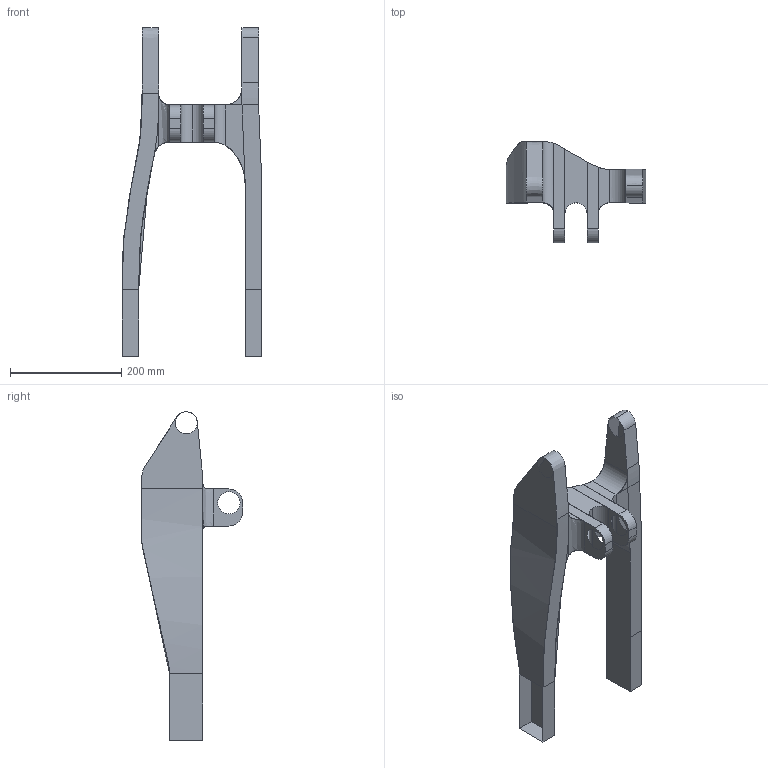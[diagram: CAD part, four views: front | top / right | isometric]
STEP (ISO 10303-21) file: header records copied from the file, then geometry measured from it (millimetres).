
FILE_DESCRIPTION(('STEP AP214'),'1');
FILE_NAME('ver_4.2_bez_insertow.stp','2020-04-13T13:45:56',(' '),(' '),'Spatial InterOp 3D',' ',' ');
FILE_SCHEMA(('AUTOMOTIVE_DESIGN { 1 0 10303 214 1 1 1 1 }'));
Length unit declared in the file: metre
Products named in the file (1): NONE
Bounding box: 252 x 182.96 x 592 mm (x, y, z)
Surface area: 279238.5 mm2 (no closed solid volume)
Topology: 0 solids, 66 shells, 66 faces, 303 edges, 303 vertices
Faces by surface type: plane 30, bspline 23, cylinder 13
Entity records: 10219 total; most frequent: CARTESIAN_POINT 7125, DIRECTION 485, ORIENTED_EDGE 303, EDGE_CURVE 303, VERTEX_POINT 303, AXIS2_PLACEMENT_3D 168, LINE 149, VECTOR 149
